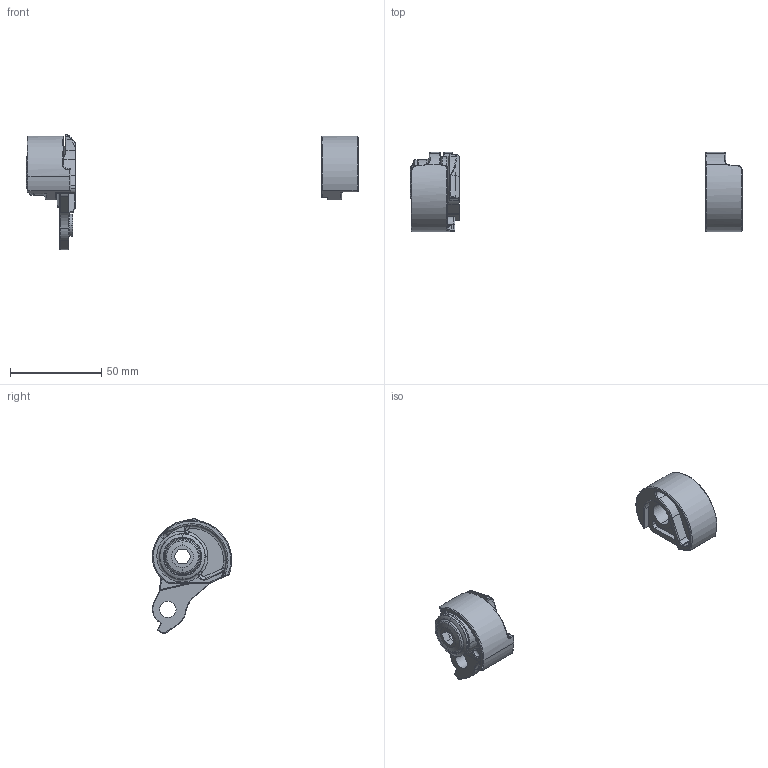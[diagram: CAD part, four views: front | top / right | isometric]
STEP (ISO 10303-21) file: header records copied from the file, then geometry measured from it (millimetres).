
FILE_DESCRIPTION (( 'STEP AP214' ), '1' );
FILE_NAME ('C82_assembly_142.STEP', '2023-05-15T10:40:53', ( '' ), ( '' ), 'SwSTEP 2.0', 'SolidWorks 2021', '' );
FILE_SCHEMA (( 'AUTOMOTIVE_DESIGN' ));
Length unit declared in the file: millimetre
Products named in the file (4): C82_assembly_142; C82R; C82L; SRAM_UDH
Assembly tree (3 placements, depth 2):
  C82_assembly_142
    SRAM_UDH
    C82R
    C82L
Bounding box: 182.06 x 43.5 x 63.13 mm (x, y, z)
Volume: 30952.2 mm3; surface area: 20084.3 mm2
Topology: 3 solids, 3 shells, 532 faces, 1283 edges, 752 vertices
Faces by surface type: cylinder 206, torus 132, bspline 87, plane 71, cone 24, sphere 12
Entity records: 25105 total; most frequent: CARTESIAN_POINT 13280, ORIENTED_EDGE 2536, DIRECTION 2401, EDGE_CURVE 1268, AXIS2_PLACEMENT_3D 1039, VERTEX_POINT 750, CIRCLE 588, EDGE_LOOP 552
